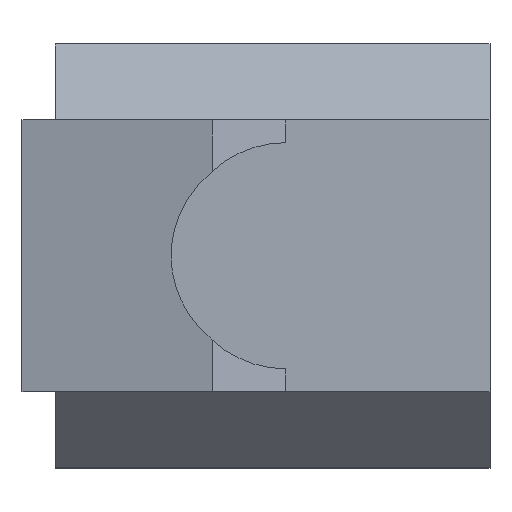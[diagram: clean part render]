
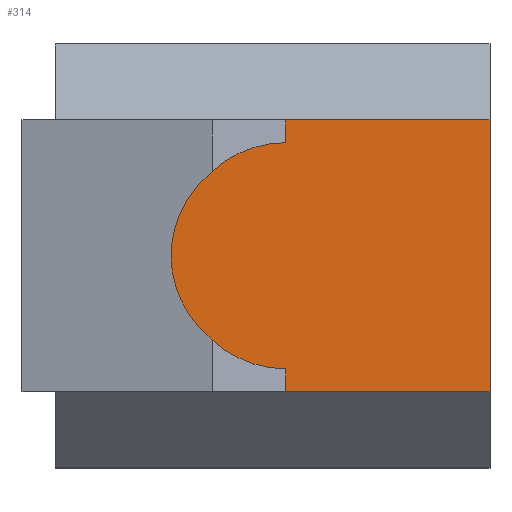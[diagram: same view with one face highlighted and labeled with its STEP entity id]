
A CAD part, top view. The second image highlights one B-rep face of the part: STEP entity #314.
In plain terms, the highlighted planar face has unit normal (0, 0, 1).
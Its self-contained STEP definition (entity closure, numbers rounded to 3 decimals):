
#314=ADVANCED_FACE('472',(#763),#764,.T.);
#763=FACE_OUTER_BOUND('',#1308,.T.);
#764=PLANE('',#1309);
#1308=EDGE_LOOP('',(#2380,#2381,#2382,#2383));
#1309=AXIS2_PLACEMENT_3D('',#2384,#2385,#2386);
#2380=ORIENTED_EDGE('',*,*,#2886,.T.);
#2381=ORIENTED_EDGE('',*,*,#2884,.T.);
#2382=ORIENTED_EDGE('',*,*,#2853,.F.);
#2383=ORIENTED_EDGE('',*,*,#2887,.F.);
#2384=CARTESIAN_POINT('',(-10.0,-6.25,17.5));
#2385=DIRECTION('',(0.0,0.0,1.0));
#2386=DIRECTION('',(1.0,-0.0,0.0));
#2853=EDGE_CURVE('401',#3040,#3042,#3043,.T.);
#2884=EDGE_CURVE('420',#3090,#3042,#3092,.T.);
#2886=EDGE_CURVE('422',#3094,#3090,#3095,.T.);
#2887=EDGE_CURVE('411',#3094,#3040,#3096,.T.);
#3040=VERTEX_POINT('',#3306);
#3042=VERTEX_POINT('',#3309);
#3043=LINE('',#3310,#3311);
#3090=VERTEX_POINT('',#3379);
#3092=LINE('',#3382,#3383);
#3094=VERTEX_POINT('',#3385);
#3095=LINE('',#3386,#3387);
#3096=LINE('',#3388,#3389);
#3306=CARTESIAN_POINT('',(-10.0,-6.25,17.5));
#3309=CARTESIAN_POINT('',(-10.0,6.25,17.5));
#3310=CARTESIAN_POINT('',(-10.0,-6.25,17.5));
#3311=VECTOR('',#3590,12.5);
#3379=CARTESIAN_POINT('',(10.0,6.25,17.5));
#3382=CARTESIAN_POINT('',(10.0,6.25,17.5));
#3383=VECTOR('',#3619,20.0);
#3385=CARTESIAN_POINT('',(10.0,-6.25,17.5));
#3386=CARTESIAN_POINT('',(10.0,-6.25,17.5));
#3387=VECTOR('',#3620,12.5);
#3388=CARTESIAN_POINT('',(10.0,-6.25,17.5));
#3389=VECTOR('',#3621,20.0);
#3590=DIRECTION('',(0.0,1.0,0.0));
#3619=DIRECTION('',(-1.0,0.0,0.0));
#3620=DIRECTION('',(0.0,1.0,0.0));
#3621=DIRECTION('',(-1.0,0.0,0.0));
